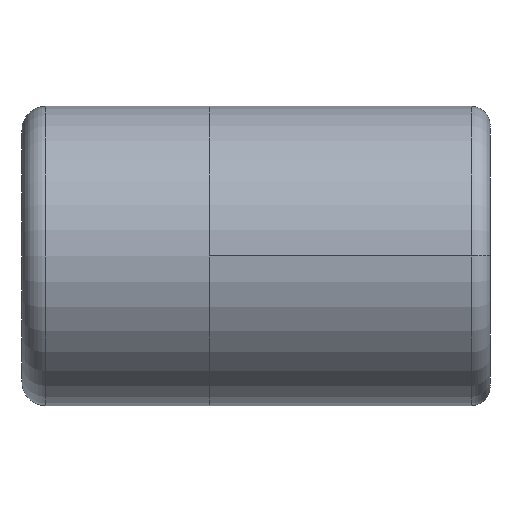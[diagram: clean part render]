
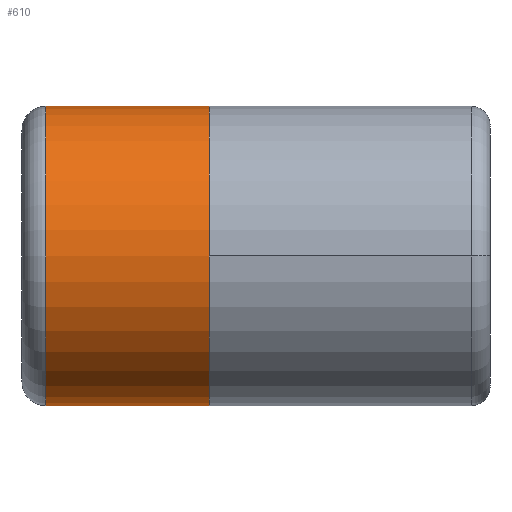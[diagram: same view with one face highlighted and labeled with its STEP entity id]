
A CAD part, front view. The second image highlights one B-rep face of the part: STEP entity #610.
In plain terms, the highlighted cylindrical face has radius 1.6 mm (diameter 3.2 mm), a full revolution.
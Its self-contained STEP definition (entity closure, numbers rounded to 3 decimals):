
#34=CARTESIAN_POINT('',(-56.608,-14.607,4.069));
#35=VERTEX_POINT('',#34);
#80=CARTESIAN_POINT('',(-56.608,-14.607,0.869));
#81=VERTEX_POINT('',#80);
#564=CARTESIAN_POINT('',(-56.608,-14.607,2.469));
#565=DIRECTION('',(-1.,0.,0.));
#566=DIRECTION('',(0.,0.,1.));
#567=AXIS2_PLACEMENT_3D('',#564,#565,#566);
#568=CYLINDRICAL_SURFACE('',#567,1.6);
#569=CARTESIAN_POINT('',(-58.354,-14.607,4.069));
#570=VERTEX_POINT('',#569);
#571=CARTESIAN_POINT('',(-58.354,-14.607,4.069));
#572=DIRECTION('',(1.,-0.,-0.));
#573=VECTOR('',#572,1.746);
#574=LINE('',#571,#573);
#575=EDGE_CURVE('',#570,#35,#574,.T.);
#576=ORIENTED_EDGE('',*,*,#575,.T.);
#577=CARTESIAN_POINT('',(-56.608,-14.607,2.469));
#578=DIRECTION('',(-1.,0.,0.));
#579=DIRECTION('',(0.,0.,1.));
#580=AXIS2_PLACEMENT_3D('',#577,#578,#579);
#581=CIRCLE('',#580,1.6);
#582=EDGE_CURVE('',#35,#81,#581,.T.);
#583=ORIENTED_EDGE('',*,*,#582,.T.);
#584=CARTESIAN_POINT('',(-56.608,-14.607,2.469));
#585=DIRECTION('',(-1.,0.,0.));
#586=DIRECTION('',(0.,0.,1.));
#587=AXIS2_PLACEMENT_3D('',#584,#585,#586);
#588=CIRCLE('',#587,1.6);
#589=EDGE_CURVE('',#81,#35,#588,.T.);
#590=ORIENTED_EDGE('',*,*,#589,.T.);
#591=ORIENTED_EDGE('',*,*,#575,.F.);
#592=CARTESIAN_POINT('',(-58.354,-14.607,0.869));
#593=VERTEX_POINT('',#592);
#594=CARTESIAN_POINT('',(-58.354,-14.607,2.469));
#595=DIRECTION('',(1.,0.,-0.));
#596=DIRECTION('',(-0.,0.,-1.));
#597=AXIS2_PLACEMENT_3D('',#594,#595,#596);
#598=CIRCLE('',#597,1.6);
#599=EDGE_CURVE('',#570,#593,#598,.T.);
#600=ORIENTED_EDGE('',*,*,#599,.T.);
#601=CARTESIAN_POINT('',(-58.354,-14.607,2.469));
#602=DIRECTION('',(1.,0.,-0.));
#603=DIRECTION('',(-0.,0.,-1.));
#604=AXIS2_PLACEMENT_3D('',#601,#602,#603);
#605=CIRCLE('',#604,1.6);
#606=EDGE_CURVE('',#593,#570,#605,.T.);
#607=ORIENTED_EDGE('',*,*,#606,.T.);
#608=EDGE_LOOP('',(#576,#583,#590,#591,#600,#607));
#609=FACE_BOUND('',#608,.T.);
#610=ADVANCED_FACE('',(#609),#568,.T.);
